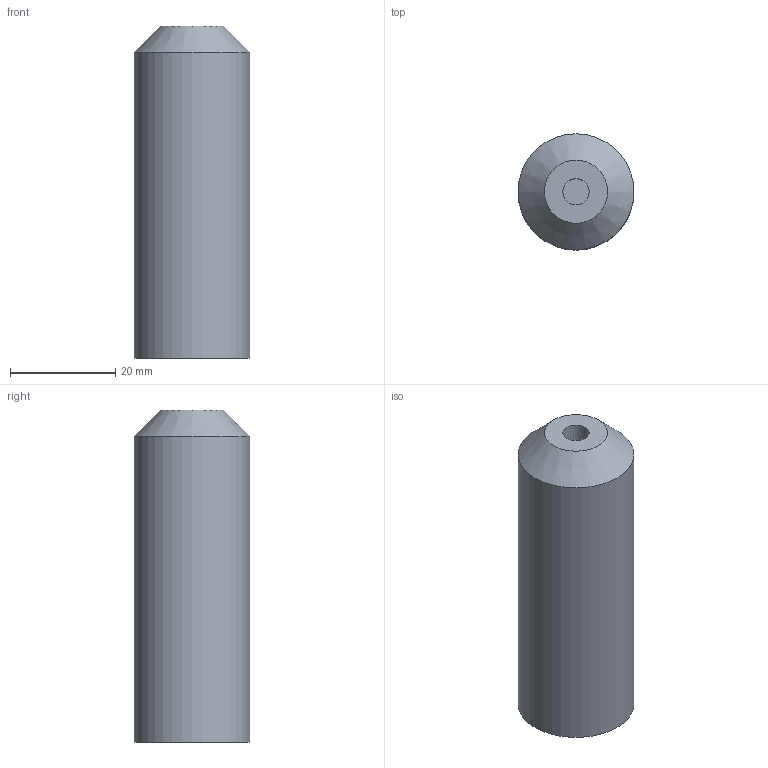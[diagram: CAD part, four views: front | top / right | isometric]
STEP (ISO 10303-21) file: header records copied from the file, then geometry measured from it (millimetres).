
FILE_DESCRIPTION(('STEP Model'),'2;1');
FILE_NAME('FOR-C2.0-35.stp','2012-01-30T12:17:49',(''),(''), 'CAD Exchanger 2.3.0 (www.cadexchanger.com)','CAD Exchanger 2.3.0', 'Unknown');
FILE_SCHEMA(('AUTOMOTIVE_DESIGN { 1 0 10303 214 1 1 1 1 }'));
Length unit declared in the file: millimetre
Products named in the file (1): Unspecified 3
Bounding box: 22 x 22 x 63 mm (x, y, z)
Volume: 20898.4 mm3; surface area: 5790.6 mm2
Topology: 1 solids, 1 shells, 8 faces, 12 edges, 8 vertices
Faces by surface type: plane 4, cylinder 3, cone 1
Full cylindrical faces by diameter (mm): 5 x1, 20 x1, 22 x1
Entity records: 461 total; most frequent: CARTESIAN_POINT 199, DIRECTION 46, ORIENTED_EDGE 24, PCURVE 24, DEFINITIONAL_REPRESENTATION 24, AXIS2_PLACEMENT_3D 17, B_SPLINE_CURVE_WITH_KNOTS 13, EDGE_CURVE 12
